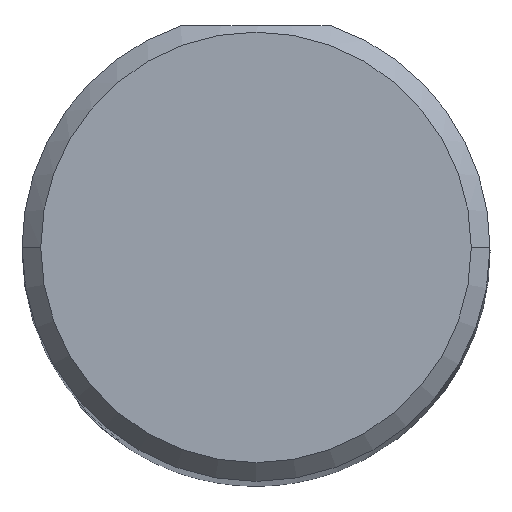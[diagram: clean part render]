
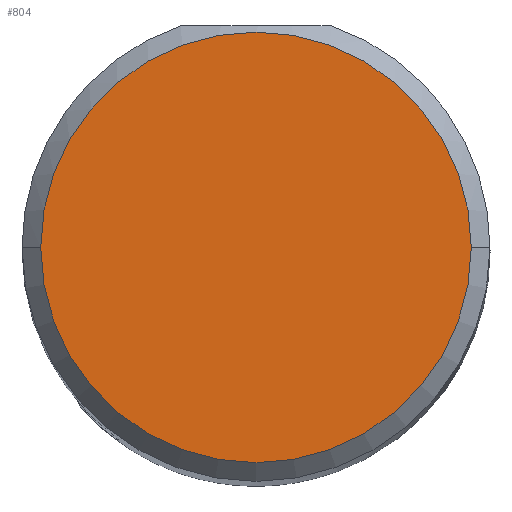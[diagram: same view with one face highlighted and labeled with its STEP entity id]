
A CAD part, top view. The second image highlights one B-rep face of the part: STEP entity #804.
In plain terms, the highlighted planar face has unit normal (0, 0, 1).
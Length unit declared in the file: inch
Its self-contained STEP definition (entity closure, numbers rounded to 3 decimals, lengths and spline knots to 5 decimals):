
#2 = AXIS2_PLACEMENT_3D ( 'NONE', #521, #190, #126 ) ;
#126 = DIRECTION ( 'NONE',  ( 1., 0., 0. ) ) ;
#160 = PLANE ( 'NONE',  #440 ) ;
#165 = EDGE_CURVE ( 'NONE', #345, #196, #670, .T. ) ;
#177 = ORIENTED_EDGE ( 'NONE', *, *, #730, .T. ) ;
#190 = DIRECTION ( 'NONE',  ( 0., 0., 1. ) ) ;
#196 = VERTEX_POINT ( 'NONE', #221 ) ;
#221 = CARTESIAN_POINT ( 'NONE',  ( -0.1725, 0., 2.5 ) ) ;
#226 = FACE_OUTER_BOUND ( 'NONE', #643, .T. ) ;
#253 = DIRECTION ( 'NONE',  ( 1., 0., 0. ) ) ;
#282 = ORIENTED_EDGE ( 'NONE', *, *, #165, .T. ) ;
#345 = VERTEX_POINT ( 'NONE', #799 ) ;
#421 = CARTESIAN_POINT ( 'NONE',  ( 0., 0., 2.5 ) ) ;
#440 = AXIS2_PLACEMENT_3D ( 'NONE', #421, #489, #253 ) ;
#489 = DIRECTION ( 'NONE',  ( 0., 0., 1. ) ) ;
#521 = CARTESIAN_POINT ( 'NONE',  ( 0., 0., 2.5 ) ) ;
#583 = CIRCLE ( 'NONE', #650, 0.1725 ) ;
#603 = CARTESIAN_POINT ( 'NONE',  ( 0., 0., 2.5 ) ) ;
#643 = EDGE_LOOP ( 'NONE', ( #177, #282 ) ) ;
#650 = AXIS2_PLACEMENT_3D ( 'NONE', #603, #731, #745 ) ;
#670 = CIRCLE ( 'NONE', #2, 0.1725 ) ;
#730 = EDGE_CURVE ( 'NONE', #196, #345, #583, .T. ) ;
#731 = DIRECTION ( 'NONE',  ( 0., 0., 1. ) ) ;
#745 = DIRECTION ( 'NONE',  ( 1., 0., 0. ) ) ;
#799 = CARTESIAN_POINT ( 'NONE',  ( 0.1725, 0., 2.5 ) ) ;
#804 = ADVANCED_FACE ( 'NONE', ( #226 ), #160, .T. ) ;
